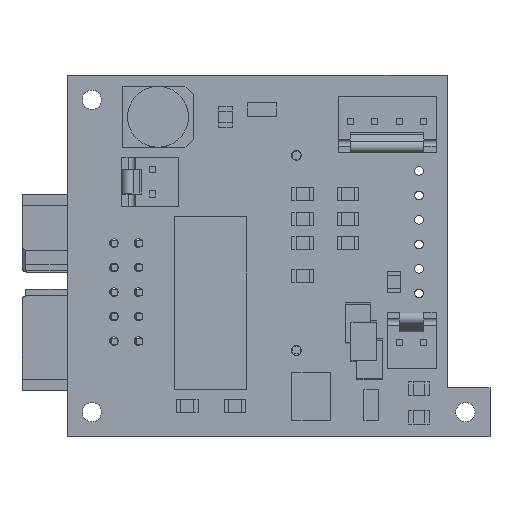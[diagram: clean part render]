
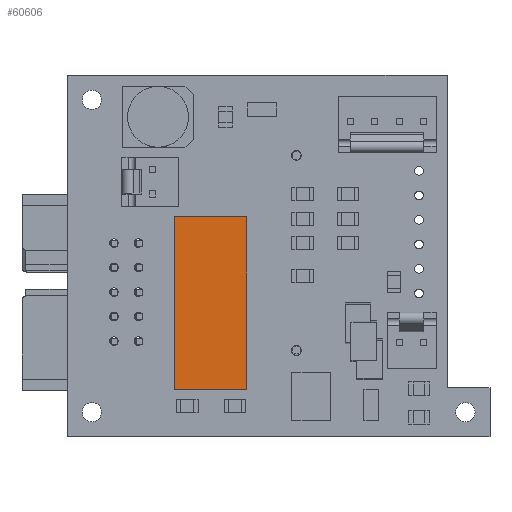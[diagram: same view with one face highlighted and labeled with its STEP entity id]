
A CAD part, top view. The second image highlights one B-rep face of the part: STEP entity #60606.
In plain terms, the highlighted planar face has unit normal (0, 0, 1).
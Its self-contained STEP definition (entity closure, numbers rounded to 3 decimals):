
#60292 = VERTEX_POINT('',#60293);
#60293 = CARTESIAN_POINT('',(-3.75,8.95,2.55));
#60300 = PLANE('',#60301);
#60301 = AXIS2_PLACEMENT_3D('',#60302,#60303,#60304);
#60302 = CARTESIAN_POINT('',(-3.75,8.95,0.));
#60303 = DIRECTION('',(1.,0.,0.));
#60304 = DIRECTION('',(0.,-1.,0.));
#60312 = PLANE('',#60313);
#60313 = AXIS2_PLACEMENT_3D('',#60314,#60315,#60316);
#60314 = CARTESIAN_POINT('',(3.75,8.95,0.));
#60315 = DIRECTION('',(0.,-1.,0.));
#60316 = DIRECTION('',(-1.,0.,0.));
#60324 = EDGE_CURVE('',#60292,#60325,#60327,.T.);
#60325 = VERTEX_POINT('',#60326);
#60326 = CARTESIAN_POINT('',(-3.75,-8.95,2.55));
#60327 = SURFACE_CURVE('',#60328,(#60332,#60339),.PCURVE_S1.);
#60328 = LINE('',#60329,#60330);
#60329 = CARTESIAN_POINT('',(-3.75,8.95,2.55));
#60330 = VECTOR('',#60331,1.);
#60331 = DIRECTION('',(0.,-1.,0.));
#60332 = PCURVE('',#60300,#60333);
#60333 = DEFINITIONAL_REPRESENTATION('',(#60334),#60338);
#60334 = LINE('',#60335,#60336);
#60335 = CARTESIAN_POINT('',(0.,-2.55));
#60336 = VECTOR('',#60337,1.);
#60337 = DIRECTION('',(1.,0.));
#60338 = ( GEOMETRIC_REPRESENTATION_CONTEXT(2) 
PARAMETRIC_REPRESENTATION_CONTEXT() REPRESENTATION_CONTEXT('2D SPACE',''
  ) );
#60339 = PCURVE('',#60340,#60345);
#60340 = PLANE('',#60341);
#60341 = AXIS2_PLACEMENT_3D('',#60342,#60343,#60344);
#60342 = CARTESIAN_POINT('',(-3.75,8.95,2.55));
#60343 = DIRECTION('',(0.,0.,-1.));
#60344 = DIRECTION('',(-1.,0.,0.));
#60345 = DEFINITIONAL_REPRESENTATION('',(#60346),#60350);
#60346 = LINE('',#60347,#60348);
#60347 = CARTESIAN_POINT('',(0.,0.));
#60348 = VECTOR('',#60349,1.);
#60349 = DIRECTION('',(0.,-1.));
#60350 = ( GEOMETRIC_REPRESENTATION_CONTEXT(2) 
PARAMETRIC_REPRESENTATION_CONTEXT() REPRESENTATION_CONTEXT('2D SPACE',''
  ) );
#60368 = PLANE('',#60369);
#60369 = AXIS2_PLACEMENT_3D('',#60370,#60371,#60372);
#60370 = CARTESIAN_POINT('',(-3.75,-8.95,0.));
#60371 = DIRECTION('',(0.,1.,0.));
#60372 = DIRECTION('',(1.,0.,0.));
#60410 = EDGE_CURVE('',#60325,#60411,#60413,.T.);
#60411 = VERTEX_POINT('',#60412);
#60412 = CARTESIAN_POINT('',(3.75,-8.95,2.55));
#60413 = SURFACE_CURVE('',#60414,(#60418,#60425),.PCURVE_S1.);
#60414 = LINE('',#60415,#60416);
#60415 = CARTESIAN_POINT('',(-3.75,-8.95,2.55));
#60416 = VECTOR('',#60417,1.);
#60417 = DIRECTION('',(1.,0.,0.));
#60418 = PCURVE('',#60368,#60419);
#60419 = DEFINITIONAL_REPRESENTATION('',(#60420),#60424);
#60420 = LINE('',#60421,#60422);
#60421 = CARTESIAN_POINT('',(0.,-2.55));
#60422 = VECTOR('',#60423,1.);
#60423 = DIRECTION('',(1.,0.));
#60424 = ( GEOMETRIC_REPRESENTATION_CONTEXT(2) 
PARAMETRIC_REPRESENTATION_CONTEXT() REPRESENTATION_CONTEXT('2D SPACE',''
  ) );
#60425 = PCURVE('',#60340,#60426);
#60426 = DEFINITIONAL_REPRESENTATION('',(#60427),#60431);
#60427 = LINE('',#60428,#60429);
#60428 = CARTESIAN_POINT('',(0.,-17.9));
#60429 = VECTOR('',#60430,1.);
#60430 = DIRECTION('',(-1.,0.));
#60431 = ( GEOMETRIC_REPRESENTATION_CONTEXT(2) 
PARAMETRIC_REPRESENTATION_CONTEXT() REPRESENTATION_CONTEXT('2D SPACE',''
  ) );
#60449 = PLANE('',#60450);
#60450 = AXIS2_PLACEMENT_3D('',#60451,#60452,#60453);
#60451 = CARTESIAN_POINT('',(3.75,-8.95,0.));
#60452 = DIRECTION('',(-1.,0.,0.));
#60453 = DIRECTION('',(0.,1.,0.));
#60486 = EDGE_CURVE('',#60411,#60487,#60489,.T.);
#60487 = VERTEX_POINT('',#60488);
#60488 = CARTESIAN_POINT('',(3.75,8.95,2.55));
#60489 = SURFACE_CURVE('',#60490,(#60494,#60501),.PCURVE_S1.);
#60490 = LINE('',#60491,#60492);
#60491 = CARTESIAN_POINT('',(3.75,-8.95,2.55));
#60492 = VECTOR('',#60493,1.);
#60493 = DIRECTION('',(0.,1.,0.));
#60494 = PCURVE('',#60449,#60495);
#60495 = DEFINITIONAL_REPRESENTATION('',(#60496),#60500);
#60496 = LINE('',#60497,#60498);
#60497 = CARTESIAN_POINT('',(0.,-2.55));
#60498 = VECTOR('',#60499,1.);
#60499 = DIRECTION('',(1.,0.));
#60500 = ( GEOMETRIC_REPRESENTATION_CONTEXT(2) 
PARAMETRIC_REPRESENTATION_CONTEXT() REPRESENTATION_CONTEXT('2D SPACE',''
  ) );
#60501 = PCURVE('',#60340,#60502);
#60502 = DEFINITIONAL_REPRESENTATION('',(#60503),#60507);
#60503 = LINE('',#60504,#60505);
#60504 = CARTESIAN_POINT('',(-7.5,-17.9));
#60505 = VECTOR('',#60506,1.);
#60506 = DIRECTION('',(0.,1.));
#60507 = ( GEOMETRIC_REPRESENTATION_CONTEXT(2) 
PARAMETRIC_REPRESENTATION_CONTEXT() REPRESENTATION_CONTEXT('2D SPACE',''
  ) );
#60557 = EDGE_CURVE('',#60487,#60292,#60558,.T.);
#60558 = SURFACE_CURVE('',#60559,(#60563,#60570),.PCURVE_S1.);
#60559 = LINE('',#60560,#60561);
#60560 = CARTESIAN_POINT('',(3.75,8.95,2.55));
#60561 = VECTOR('',#60562,1.);
#60562 = DIRECTION('',(-1.,0.,0.));
#60563 = PCURVE('',#60312,#60564);
#60564 = DEFINITIONAL_REPRESENTATION('',(#60565),#60569);
#60565 = LINE('',#60566,#60567);
#60566 = CARTESIAN_POINT('',(0.,-2.55));
#60567 = VECTOR('',#60568,1.);
#60568 = DIRECTION('',(1.,0.));
#60569 = ( GEOMETRIC_REPRESENTATION_CONTEXT(2) 
PARAMETRIC_REPRESENTATION_CONTEXT() REPRESENTATION_CONTEXT('2D SPACE',''
  ) );
#60570 = PCURVE('',#60340,#60571);
#60571 = DEFINITIONAL_REPRESENTATION('',(#60572),#60576);
#60572 = LINE('',#60573,#60574);
#60573 = CARTESIAN_POINT('',(-7.5,0.));
#60574 = VECTOR('',#60575,1.);
#60575 = DIRECTION('',(1.,0.));
#60576 = ( GEOMETRIC_REPRESENTATION_CONTEXT(2) 
PARAMETRIC_REPRESENTATION_CONTEXT() REPRESENTATION_CONTEXT('2D SPACE',''
  ) );
#60606 = ADVANCED_FACE('',(#60607),#60340,.F.);
#60607 = FACE_BOUND('',#60608,.T.);
#60608 = EDGE_LOOP('',(#60609,#60610,#60611,#60612));
#60609 = ORIENTED_EDGE('',*,*,#60324,.T.);
#60610 = ORIENTED_EDGE('',*,*,#60410,.T.);
#60611 = ORIENTED_EDGE('',*,*,#60486,.T.);
#60612 = ORIENTED_EDGE('',*,*,#60557,.T.);
